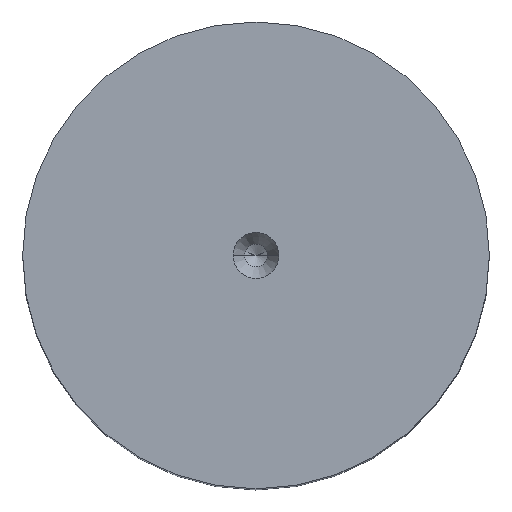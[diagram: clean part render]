
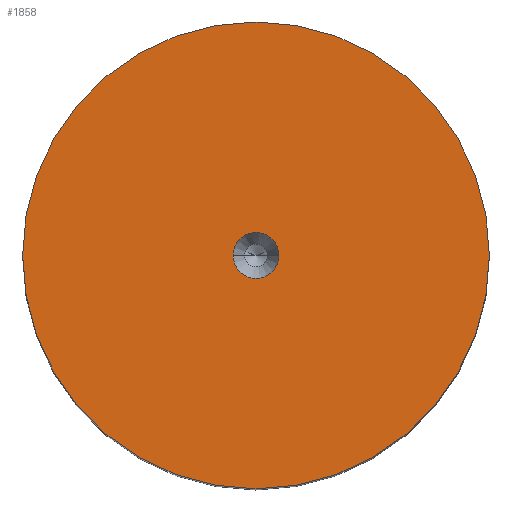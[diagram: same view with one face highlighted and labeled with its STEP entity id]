
A CAD part, top view. The second image highlights one B-rep face of the part: STEP entity #1858.
In plain terms, the highlighted planar face has unit normal (0, 0, 1).
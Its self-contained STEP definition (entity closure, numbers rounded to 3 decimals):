
#3 = CIRCLE ( 'NONE', #3061, 3.35 ) ;
#173 = DIRECTION ( 'NONE',  ( 0., 0., -1. ) ) ;
#185 = AXIS2_PLACEMENT_3D ( 'NONE', #898, #2741, #1262 ) ;
#432 = DIRECTION ( 'NONE',  ( 0., 0., -1. ) ) ;
#458 = CARTESIAN_POINT ( 'NONE',  ( 34., 0., 155. ) ) ;
#482 = ORIENTED_EDGE ( 'NONE', *, *, #1978, .F. ) ;
#533 = DIRECTION ( 'NONE',  ( 1., 0., 0. ) ) ;
#596 = CARTESIAN_POINT ( 'NONE',  ( 0., 0., 155. ) ) ;
#612 = EDGE_LOOP ( 'NONE', ( #482, #3338 ) ) ;
#664 = VERTEX_POINT ( 'NONE', #458 ) ;
#667 = FACE_OUTER_BOUND ( 'NONE', #612, .T. ) ;
#816 = PLANE ( 'NONE',  #946 ) ;
#898 = CARTESIAN_POINT ( 'NONE',  ( 0., 0., 155. ) ) ;
#946 = AXIS2_PLACEMENT_3D ( 'NONE', #2356, #2044, #533 ) ;
#1020 = ORIENTED_EDGE ( 'NONE', *, *, #2437, .T. ) ;
#1030 = DIRECTION ( 'NONE',  ( 1., 0., 0. ) ) ;
#1081 = CARTESIAN_POINT ( 'NONE',  ( -34., 0., 155. ) ) ;
#1262 = DIRECTION ( 'NONE',  ( -1., 0., 0. ) ) ;
#1378 = CARTESIAN_POINT ( 'NONE',  ( 0., 0., 155. ) ) ;
#1428 = AXIS2_PLACEMENT_3D ( 'NONE', #596, #1814, #3640 ) ;
#1814 = DIRECTION ( 'NONE',  ( 0., 0., -1. ) ) ;
#1858 = ADVANCED_FACE ( 'NONE', ( #667, #3367 ), #816, .T. ) ;
#1876 = AXIS2_PLACEMENT_3D ( 'NONE', #1378, #173, #3435 ) ;
#1970 = CIRCLE ( 'NONE', #185, 34. ) ;
#1978 = EDGE_CURVE ( 'NONE', #2863, #664, #2689, .T. ) ;
#2040 = CARTESIAN_POINT ( 'NONE',  ( 3.35, 0., 155. ) ) ;
#2044 = DIRECTION ( 'NONE',  ( 0., 0., 1. ) ) ;
#2356 = CARTESIAN_POINT ( 'NONE',  ( 0., 0., 155. ) ) ;
#2406 = EDGE_CURVE ( 'NONE', #3732, #2902, #3, .T. ) ;
#2437 = EDGE_CURVE ( 'NONE', #2902, #3732, #3057, .T. ) ;
#2689 = CIRCLE ( 'NONE', #1428, 34. ) ;
#2741 = DIRECTION ( 'NONE',  ( 0., 0., -1. ) ) ;
#2863 = VERTEX_POINT ( 'NONE', #1081 ) ;
#2902 = VERTEX_POINT ( 'NONE', #2040 ) ;
#3015 = EDGE_CURVE ( 'NONE', #664, #2863, #1970, .T. ) ;
#3057 = CIRCLE ( 'NONE', #1876, 3.35 ) ;
#3061 = AXIS2_PLACEMENT_3D ( 'NONE', #3174, #432, #1030 ) ;
#3174 = CARTESIAN_POINT ( 'NONE',  ( 0., 0., 155. ) ) ;
#3294 = EDGE_LOOP ( 'NONE', ( #1020, #3800 ) ) ;
#3338 = ORIENTED_EDGE ( 'NONE', *, *, #3015, .F. ) ;
#3367 = FACE_BOUND ( 'NONE', #3294, .T. ) ;
#3435 = DIRECTION ( 'NONE',  ( 1., 0., 0. ) ) ;
#3640 = DIRECTION ( 'NONE',  ( -1., 0., 0. ) ) ;
#3653 = CARTESIAN_POINT ( 'NONE',  ( -3.35, 0., 155. ) ) ;
#3732 = VERTEX_POINT ( 'NONE', #3653 ) ;
#3800 = ORIENTED_EDGE ( 'NONE', *, *, #2406, .T. ) ;
